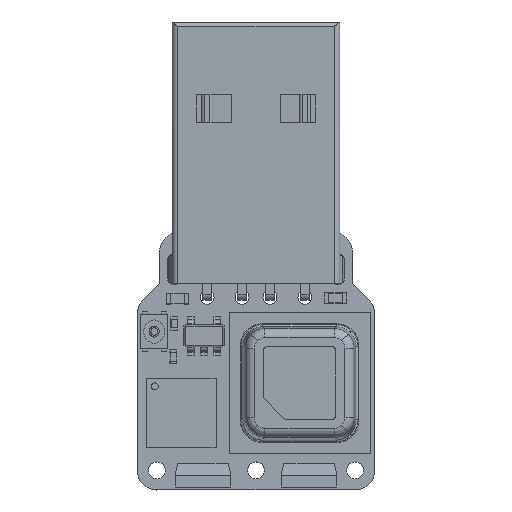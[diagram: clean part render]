
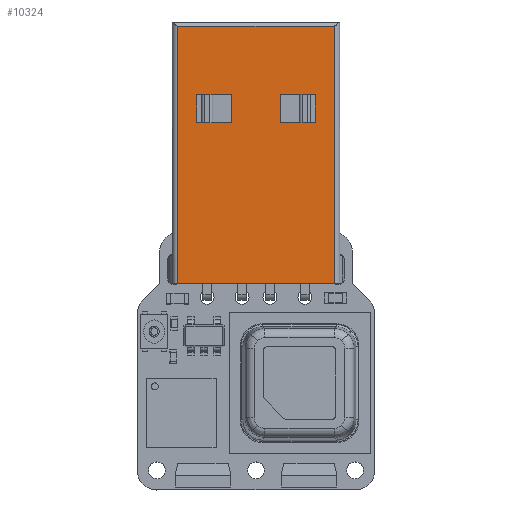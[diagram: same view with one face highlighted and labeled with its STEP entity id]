
A CAD part, top view. The second image highlights one B-rep face of the part: STEP entity #10324.
In plain terms, the highlighted face is planar.
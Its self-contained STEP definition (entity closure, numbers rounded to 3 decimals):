
#8189 = VERTEX_POINT('',#8190);
#8190 = CARTESIAN_POINT('',(1.75,4.5,-5.2));
#8196 = EDGE_CURVE('',#8197,#8189,#8199,.T.);
#8197 = VERTEX_POINT('',#8198);
#8198 = CARTESIAN_POINT('',(4.25,4.5,-5.2));
#8199 = LINE('',#8200,#8201);
#8200 = CARTESIAN_POINT('',(5.,4.5,-5.2));
#8201 = VECTOR('',#8202,1.);
#8202 = DIRECTION('',(-1.,0.,0.));
#8244 = EDGE_CURVE('',#8245,#8197,#8247,.T.);
#8245 = VERTEX_POINT('',#8246);
#8246 = CARTESIAN_POINT('',(4.25,4.5,-7.2));
#8247 = LINE('',#8248,#8249);
#8248 = CARTESIAN_POINT('',(4.25,4.5,-12.45));
#8249 = VECTOR('',#8250,1.);
#8250 = DIRECTION('',(0.,0.,1.));
#8275 = EDGE_CURVE('',#8276,#8245,#8278,.T.);
#8276 = VERTEX_POINT('',#8277);
#8277 = CARTESIAN_POINT('',(1.75,4.5,-7.2));
#8278 = LINE('',#8279,#8280);
#8279 = CARTESIAN_POINT('',(5.,4.5,-7.2));
#8280 = VECTOR('',#8281,1.);
#8281 = DIRECTION('',(1.,0.,0.));
#8304 = EDGE_CURVE('',#8189,#8276,#8305,.T.);
#8305 = LINE('',#8306,#8307);
#8306 = CARTESIAN_POINT('',(1.75,4.5,-12.45));
#8307 = VECTOR('',#8308,1.);
#8308 = DIRECTION('',(0.,0.,-1.));
#8354 = VERTEX_POINT('',#8355);
#8355 = CARTESIAN_POINT('',(-4.25,4.5,-5.2));
#8361 = EDGE_CURVE('',#8362,#8354,#8364,.T.);
#8362 = VERTEX_POINT('',#8363);
#8363 = CARTESIAN_POINT('',(-1.75,4.5,-5.2));
#8364 = LINE('',#8365,#8366);
#8365 = CARTESIAN_POINT('',(2.,4.5,-5.2));
#8366 = VECTOR('',#8367,1.);
#8367 = DIRECTION('',(-1.,0.,0.));
#8409 = EDGE_CURVE('',#8410,#8362,#8412,.T.);
#8410 = VERTEX_POINT('',#8411);
#8411 = CARTESIAN_POINT('',(-1.75,4.5,-7.2));
#8412 = LINE('',#8413,#8414);
#8413 = CARTESIAN_POINT('',(-1.75,4.5,-12.45));
#8414 = VECTOR('',#8415,1.);
#8415 = DIRECTION('',(0.,0.,1.));
#8440 = EDGE_CURVE('',#8441,#8410,#8443,.T.);
#8441 = VERTEX_POINT('',#8442);
#8442 = CARTESIAN_POINT('',(-4.25,4.5,-7.2));
#8443 = LINE('',#8444,#8445);
#8444 = CARTESIAN_POINT('',(2.,4.5,-7.2));
#8445 = VECTOR('',#8446,1.);
#8446 = DIRECTION('',(1.,0.,0.));
#8469 = EDGE_CURVE('',#8354,#8441,#8470,.T.);
#8470 = LINE('',#8471,#8472);
#8471 = CARTESIAN_POINT('',(-4.25,4.5,-12.45));
#8472 = VECTOR('',#8473,1.);
#8473 = DIRECTION('',(0.,0.,-1.));
#9218 = VERTEX_POINT('',#9219);
#9219 = CARTESIAN_POINT('',(-5.597,4.5,-18.7));
#9225 = EDGE_CURVE('',#9226,#9218,#9228,.T.);
#9226 = VERTEX_POINT('',#9227);
#9227 = CARTESIAN_POINT('',(5.597,4.5,-18.7));
#9228 = LINE('',#9229,#9230);
#9229 = CARTESIAN_POINT('',(7.,4.5,-18.7));
#9230 = VECTOR('',#9231,1.);
#9231 = DIRECTION('',(-1.,0.,0.));
#9715 = VERTEX_POINT('',#9716);
#9716 = CARTESIAN_POINT('',(-5.597,4.5,-0.298));
#9722 = EDGE_CURVE('',#9715,#9218,#9723,.T.);
#9723 = LINE('',#9724,#9725);
#9724 = CARTESIAN_POINT('',(-5.597,4.5,-19.2));
#9725 = VECTOR('',#9726,1.);
#9726 = DIRECTION('',(0.,0.,-1.));
#10072 = VERTEX_POINT('',#10073);
#10073 = CARTESIAN_POINT('',(5.597,4.5,-0.298));
#10081 = EDGE_CURVE('',#9226,#10072,#10082,.T.);
#10082 = LINE('',#10083,#10084);
#10083 = CARTESIAN_POINT('',(5.597,4.5,-19.2));
#10084 = VECTOR('',#10085,1.);
#10085 = DIRECTION('',(0.,0.,1.));
#10324 = ADVANCED_FACE('',(#10325,#10336,#10342),#10348,.T.);
#10325 = FACE_BOUND('',#10326,.T.);
#10326 = EDGE_LOOP('',(#10327,#10328,#10334,#10335));
#10327 = ORIENTED_EDGE('',*,*,#9722,.F.);
#10328 = ORIENTED_EDGE('',*,*,#10329,.F.);
#10329 = EDGE_CURVE('',#10072,#9715,#10330,.T.);
#10330 = LINE('',#10331,#10332);
#10331 = CARTESIAN_POINT('',(7.,4.5,-0.298));
#10332 = VECTOR('',#10333,1.);
#10333 = DIRECTION('',(-1.,0.,0.));
#10334 = ORIENTED_EDGE('',*,*,#10081,.F.);
#10335 = ORIENTED_EDGE('',*,*,#9225,.T.);
#10336 = FACE_BOUND('',#10337,.T.);
#10337 = EDGE_LOOP('',(#10338,#10339,#10340,#10341));
#10338 = ORIENTED_EDGE('',*,*,#8275,.T.);
#10339 = ORIENTED_EDGE('',*,*,#8244,.T.);
#10340 = ORIENTED_EDGE('',*,*,#8196,.T.);
#10341 = ORIENTED_EDGE('',*,*,#8304,.T.);
#10342 = FACE_BOUND('',#10343,.T.);
#10343 = EDGE_LOOP('',(#10344,#10345,#10346,#10347));
#10344 = ORIENTED_EDGE('',*,*,#8440,.T.);
#10345 = ORIENTED_EDGE('',*,*,#8409,.T.);
#10346 = ORIENTED_EDGE('',*,*,#8361,.T.);
#10347 = ORIENTED_EDGE('',*,*,#8469,.T.);
#10348 = PLANE('',#10349);
#10349 = AXIS2_PLACEMENT_3D('',#10350,#10351,#10352);
#10350 = CARTESIAN_POINT('',(7.,4.5,-18.7));
#10351 = DIRECTION('',(0.,1.,0.));
#10352 = DIRECTION('',(1.,0.,0.));
